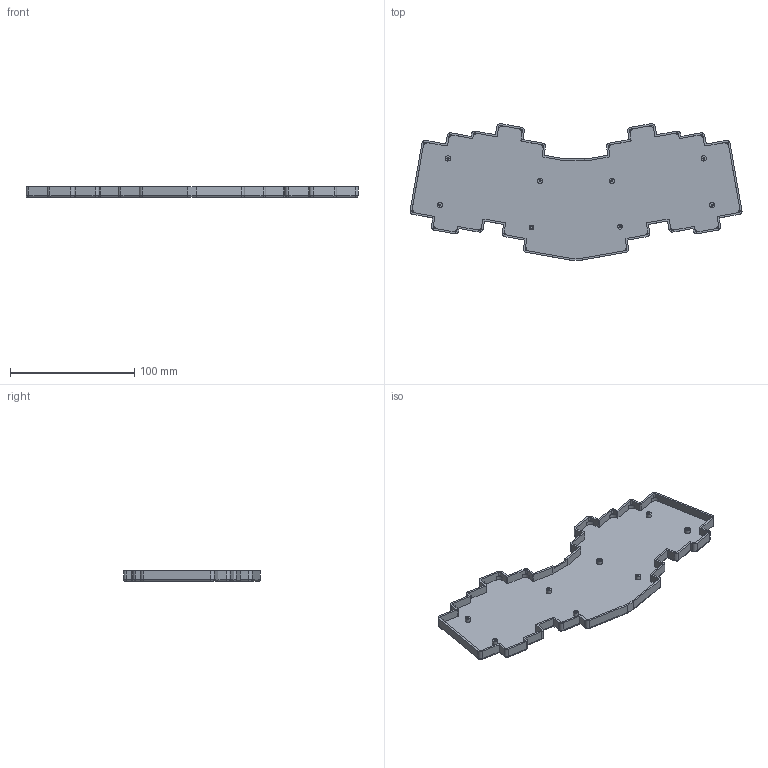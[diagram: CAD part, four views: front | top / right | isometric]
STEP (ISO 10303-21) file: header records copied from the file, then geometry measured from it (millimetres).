
FILE_DESCRIPTION(/* description */ (''),/* implementation_level */ '2;1');
FILE_NAME(/* name */ 'bottom_case.step',/* time_stamp */ '2023-09-25T22:26:32+09:00',/* author */ (''),/* organization */ (''),/* preprocessor_version */ 'ST-DEVELOPER v20',/* originating_system */ 'Autodesk Translation Framework v12.9.0.99',/* authorisation */ '');
FILE_SCHEMA (('AUTOMOTIVE_DESIGN { 1 0 10303 214 3 1 1 }'));
Length unit declared in the file: millimetre
Products named in the file (1): chassis
Bounding box: 267.58 x 110.28 x 8.6 mm (x, y, z)
Volume: 48816.3 mm3; surface area: 52711.8 mm2
Topology: 1 solids, 1 shells, 332 faces, 868 edges, 554 vertices
Faces by surface type: cylinder 164, plane 142, bspline 26
Full cylindrical faces by diameter (mm): 1.623 x8, 3.83 x2, 4.23 x6
Entity records: 10404 total; most frequent: CARTESIAN_POINT 2011, DIRECTION 1814, ORIENTED_EDGE 1736, EDGE_CURVE 868, AXIS2_PLACEMENT_3D 639, VERTEX_POINT 554, LINE 536, VECTOR 536
